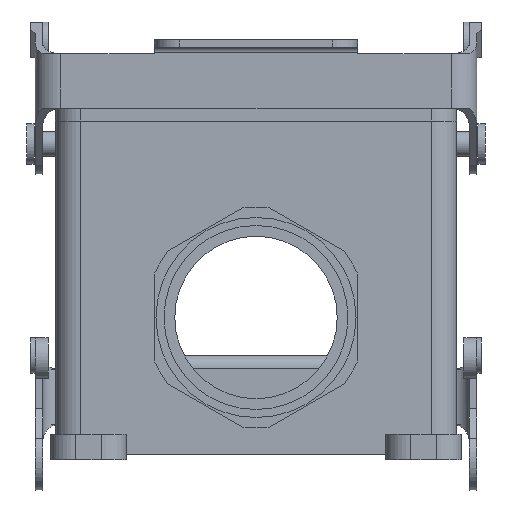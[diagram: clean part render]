
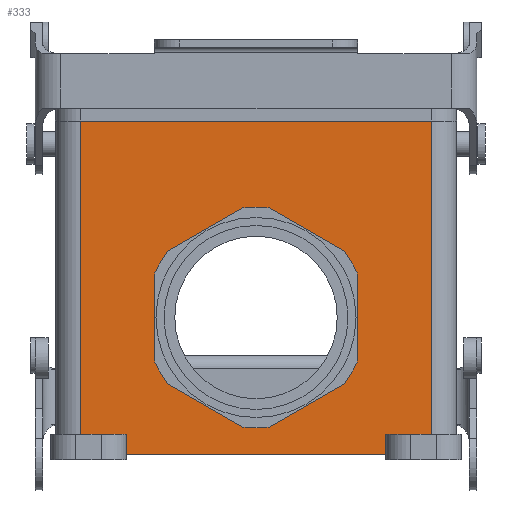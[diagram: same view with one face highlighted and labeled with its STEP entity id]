
A CAD part, left-side view. The second image highlights one B-rep face of the part: STEP entity #333.
In plain terms, the highlighted planar face has unit normal (-1, 0, 0).
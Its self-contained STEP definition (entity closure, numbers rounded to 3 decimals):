
#333 = ADVANCED_FACE( '', ( #847, #848 ), #849, .F. );
#847 = FACE_BOUND( '', #1621, .T. );
#848 = FACE_OUTER_BOUND( '', #1622, .T. );
#849 = PLANE( '', #1623 );
#1621 = EDGE_LOOP( '', ( #2590, #2591, #2592, #2593, #2594, #2595, #2596, #2597, #2598, #2599, #2600, #2601 ) );
#1622 = EDGE_LOOP( '', ( #2602, #2603, #2604, #2605, #2606, #2607, #2608, #2609 ) );
#1623 = AXIS2_PLACEMENT_3D( '', #2610, #2611, #2612 );
#2590 = ORIENTED_EDGE( '', *, *, #4460, .T. );
#2591 = ORIENTED_EDGE( '', *, *, #4461, .T. );
#2592 = ORIENTED_EDGE( '', *, *, #4462, .T. );
#2593 = ORIENTED_EDGE( '', *, *, #4463, .T. );
#2594 = ORIENTED_EDGE( '', *, *, #4464, .T. );
#2595 = ORIENTED_EDGE( '', *, *, #4465, .T. );
#2596 = ORIENTED_EDGE( '', *, *, #4466, .T. );
#2597 = ORIENTED_EDGE( '', *, *, #4467, .T. );
#2598 = ORIENTED_EDGE( '', *, *, #4468, .T. );
#2599 = ORIENTED_EDGE( '', *, *, #4469, .T. );
#2600 = ORIENTED_EDGE( '', *, *, #4262, .T. );
#2601 = ORIENTED_EDGE( '', *, *, #4470, .T. );
#2602 = ORIENTED_EDGE( '', *, *, #4316, .T. );
#2603 = ORIENTED_EDGE( '', *, *, #4471, .F. );
#2604 = ORIENTED_EDGE( '', *, *, #4349, .F. );
#2605 = ORIENTED_EDGE( '', *, *, #4472, .T. );
#2606 = ORIENTED_EDGE( '', *, *, #4473, .F. );
#2607 = ORIENTED_EDGE( '', *, *, #4474, .F. );
#2608 = ORIENTED_EDGE( '', *, *, #4475, .T. );
#2609 = ORIENTED_EDGE( '', *, *, #4476, .T. );
#2610 = CARTESIAN_POINT( '', ( -46.75, 0., 66.7 ) );
#2611 = DIRECTION( '', ( 1., 0., 0. ) );
#2612 = DIRECTION( '', ( 0., 1., 0. ) );
#4262 = EDGE_CURVE( '', #5037, #5038, #5039, .T. );
#4316 = EDGE_CURVE( '', #5137, #5135, #5138, .T. );
#4349 = EDGE_CURVE( '', #5197, #5176, #5199, .T. );
#4460 = EDGE_CURVE( '', #5384, #5385, #5386, .T. );
#4461 = EDGE_CURVE( '', #5385, #5387, #5388, .T. );
#4462 = EDGE_CURVE( '', #5387, #5389, #5390, .T. );
#4463 = EDGE_CURVE( '', #5389, #5391, #5392, .T. );
#4464 = EDGE_CURVE( '', #5391, #5393, #5394, .T. );
#4465 = EDGE_CURVE( '', #5393, #5395, #5396, .T. );
#4466 = EDGE_CURVE( '', #5395, #5397, #5398, .T. );
#4467 = EDGE_CURVE( '', #5397, #5399, #5400, .T. );
#4468 = EDGE_CURVE( '', #5399, #5401, #5402, .T. );
#4469 = EDGE_CURVE( '', #5401, #5037, #5403, .T. );
#4470 = EDGE_CURVE( '', #5038, #5384, #5404, .T. );
#4471 = EDGE_CURVE( '', #5176, #5135, #5405, .T. );
#4472 = EDGE_CURVE( '', #5197, #5406, #5407, .F. );
#4473 = EDGE_CURVE( '', #5408, #5406, #5409, .T. );
#4474 = EDGE_CURVE( '', #5410, #5408, #5411, .F. );
#4475 = EDGE_CURVE( '', #5410, #5412, #5413, .T. );
#4476 = EDGE_CURVE( '', #5412, #5137, #5414, .T. );
#5037 = VERTEX_POINT( '', #6202 );
#5038 = VERTEX_POINT( '', #6203 );
#5039 = CIRCLE( '', #6204, 21.75 );
#5135 = VERTEX_POINT( '', #6320 );
#5137 = VERTEX_POINT( '', #6323 );
#5138 = LINE( '', #6324, #6325 );
#5176 = VERTEX_POINT( '', #6375 );
#5197 = VERTEX_POINT( '', #6403 );
#5199 = LINE( '', #6405, #6406 );
#5384 = VERTEX_POINT( '', #6654 );
#5385 = VERTEX_POINT( '', #6655 );
#5386 = CIRCLE( '', #6656, 21.75 );
#5387 = VERTEX_POINT( '', #6657 );
#5388 = LINE( '', #6658, #6659 );
#5389 = VERTEX_POINT( '', #6660 );
#5390 = CIRCLE( '', #6661, 21.75 );
#5391 = VERTEX_POINT( '', #6662 );
#5392 = LINE( '', #6663, #6664 );
#5393 = VERTEX_POINT( '', #6665 );
#5394 = CIRCLE( '', #6666, 21.75 );
#5395 = VERTEX_POINT( '', #6667 );
#5396 = LINE( '', #6668, #6669 );
#5397 = VERTEX_POINT( '', #6670 );
#5398 = CIRCLE( '', #6671, 21.75 );
#5399 = VERTEX_POINT( '', #6672 );
#5400 = LINE( '', #6673, #6674 );
#5401 = VERTEX_POINT( '', #6675 );
#5402 = CIRCLE( '', #6676, 21.75 );
#5403 = LINE( '', #6677, #6678 );
#5404 = LINE( '', #6679, #6680 );
#5405 = LINE( '', #6681, #6682 );
#5406 = VERTEX_POINT( '', #6683 );
#5407 = LINE( '', #6684, #6685 );
#5408 = VERTEX_POINT( '', #6686 );
#5409 = LINE( '', #6687, #6688 );
#5410 = VERTEX_POINT( '', #6689 );
#5411 = LINE( '', #6690, #6691 );
#5412 = VERTEX_POINT( '', #6692 );
#5413 = LINE( '', #6693, #6694 );
#5414 = LINE( '', #6695, #6696 );
#6202 = CARTESIAN_POINT( '', ( -46.75, -17.402, 41.047 ) );
#6203 = CARTESIAN_POINT( '', ( -46.75, -20., 36.548 ) );
#6204 = AXIS2_PLACEMENT_3D( '', #7728, #7729, #7730 );
#6320 = CARTESIAN_POINT( '', ( -46.75, -25.5, 1. ) );
#6323 = CARTESIAN_POINT( '', ( -46.75, 25.5, 1. ) );
#6324 = CARTESIAN_POINT( '', ( -46.75, -25.5, 1. ) );
#6325 = VECTOR( '', #7821, 1000. );
#6375 = CARTESIAN_POINT( '', ( -46.75, -25.5, 5. ) );
#6403 = CARTESIAN_POINT( '', ( -46.75, -34.5, 5. ) );
#6405 = CARTESIAN_POINT( '', ( -46.75, -99.821, 5. ) );
#6406 = VECTOR( '', #7871, 1000. );
#6654 = CARTESIAN_POINT( '', ( -46.75, -20., 19.452 ) );
#6655 = CARTESIAN_POINT( '', ( -46.75, -17.402, 14.953 ) );
#6656 = AXIS2_PLACEMENT_3D( '', #8007, #8008, #8009 );
#6657 = CARTESIAN_POINT( '', ( -46.75, -2.598, 6.406 ) );
#6658 = CARTESIAN_POINT( '', ( -46.75, -22.99, 18.179 ) );
#6659 = VECTOR( '', #8010, 1000. );
#6660 = CARTESIAN_POINT( '', ( -46.75, 2.598, 6.406 ) );
#6661 = AXIS2_PLACEMENT_3D( '', #8011, #8012, #8013 );
#6662 = CARTESIAN_POINT( '', ( -46.75, 17.402, 14.953 ) );
#6663 = CARTESIAN_POINT( '', ( -46.75, -2.99, 3.179 ) );
#6664 = VECTOR( '', #8014, 1000. );
#6665 = CARTESIAN_POINT( '', ( -46.75, 20., 19.452 ) );
#6666 = AXIS2_PLACEMENT_3D( '', #8015, #8016, #8017 );
#6667 = CARTESIAN_POINT( '', ( -46.75, 20., 36.548 ) );
#6668 = CARTESIAN_POINT( '', ( -46.75, 20., 13. ) );
#6669 = VECTOR( '', #8018, 1000. );
#6670 = CARTESIAN_POINT( '', ( -46.75, 17.402, 41.047 ) );
#6671 = AXIS2_PLACEMENT_3D( '', #8019, #8020, #8021 );
#6672 = CARTESIAN_POINT( '', ( -46.75, 2.598, 49.594 ) );
#6673 = CARTESIAN_POINT( '', ( -46.75, 22.99, 37.821 ) );
#6674 = VECTOR( '', #8022, 1000. );
#6675 = CARTESIAN_POINT( '', ( -46.75, -2.598, 49.594 ) );
#6676 = AXIS2_PLACEMENT_3D( '', #8023, #8024, #8025 );
#6677 = CARTESIAN_POINT( '', ( -46.75, 2.99, 52.821 ) );
#6678 = VECTOR( '', #8026, 1000. );
#6679 = CARTESIAN_POINT( '', ( -46.75, -20., 43. ) );
#6680 = VECTOR( '', #8027, 1000. );
#6681 = CARTESIAN_POINT( '', ( -46.75, -25.5, 99.821 ) );
#6682 = VECTOR( '', #8028, 1000. );
#6683 = CARTESIAN_POINT( '', ( -46.75, -34.5, 66.7 ) );
#6684 = CARTESIAN_POINT( '', ( -46.75, -34.5, 66.7 ) );
#6685 = VECTOR( '', #8029, 1000. );
#6686 = CARTESIAN_POINT( '', ( -46.75, 34.5, 66.7 ) );
#6687 = CARTESIAN_POINT( '', ( -46.75, 0., 66.7 ) );
#6688 = VECTOR( '', #8030, 1000. );
#6689 = CARTESIAN_POINT( '', ( -46.75, 34.5, 5. ) );
#6690 = CARTESIAN_POINT( '', ( -46.75, 34.5, 66.7 ) );
#6691 = VECTOR( '', #8031, 1000. );
#6692 = CARTESIAN_POINT( '', ( -46.75, 25.5, 5. ) );
#6693 = CARTESIAN_POINT( '', ( -46.75, 99.821, 5. ) );
#6694 = VECTOR( '', #8032, 1000. );
#6695 = CARTESIAN_POINT( '', ( -46.75, 25.5, 99.821 ) );
#6696 = VECTOR( '', #8033, 1000. );
#7728 = CARTESIAN_POINT( '', ( -46.75, 0., 28. ) );
#7729 = DIRECTION( '', ( 1., 0., 0. ) );
#7730 = DIRECTION( '', ( 0., 1., 0. ) );
#7821 = DIRECTION( '', ( 0., -1., 0. ) );
#7871 = DIRECTION( '', ( 0., 1., 0. ) );
#8007 = CARTESIAN_POINT( '', ( -46.75, 0., 28. ) );
#8008 = DIRECTION( '', ( 1., 0., 0. ) );
#8009 = DIRECTION( '', ( 0., 1., 0. ) );
#8010 = DIRECTION( '', ( 0., 0.866, -0.5 ) );
#8011 = CARTESIAN_POINT( '', ( -46.75, 0., 28. ) );
#8012 = DIRECTION( '', ( 1., 0., 0. ) );
#8013 = DIRECTION( '', ( 0., 1., 0. ) );
#8014 = DIRECTION( '', ( 0., 0.866, 0.5 ) );
#8015 = CARTESIAN_POINT( '', ( -46.75, 0., 28. ) );
#8016 = DIRECTION( '', ( 1., 0., 0. ) );
#8017 = DIRECTION( '', ( 0., 1., 0. ) );
#8018 = DIRECTION( '', ( 0., 0., 1. ) );
#8019 = CARTESIAN_POINT( '', ( -46.75, 0., 28. ) );
#8020 = DIRECTION( '', ( 1., 0., 0. ) );
#8021 = DIRECTION( '', ( 0., 1., 0. ) );
#8022 = DIRECTION( '', ( 0., -0.866, 0.5 ) );
#8023 = CARTESIAN_POINT( '', ( -46.75, 0., 28. ) );
#8024 = DIRECTION( '', ( 1., 0., 0. ) );
#8025 = DIRECTION( '', ( 0., 1., 0. ) );
#8026 = DIRECTION( '', ( 0., -0.866, -0.5 ) );
#8027 = DIRECTION( '', ( 0., 0., -1. ) );
#8028 = DIRECTION( '', ( 0., 0., -1. ) );
#8029 = DIRECTION( '', ( 0., 0., -1. ) );
#8030 = DIRECTION( '', ( 0., -1., 0. ) );
#8031 = DIRECTION( '', ( 0., 0., -1. ) );
#8032 = DIRECTION( '', ( 0., -1., 0. ) );
#8033 = DIRECTION( '', ( 0., 0., -1. ) );
